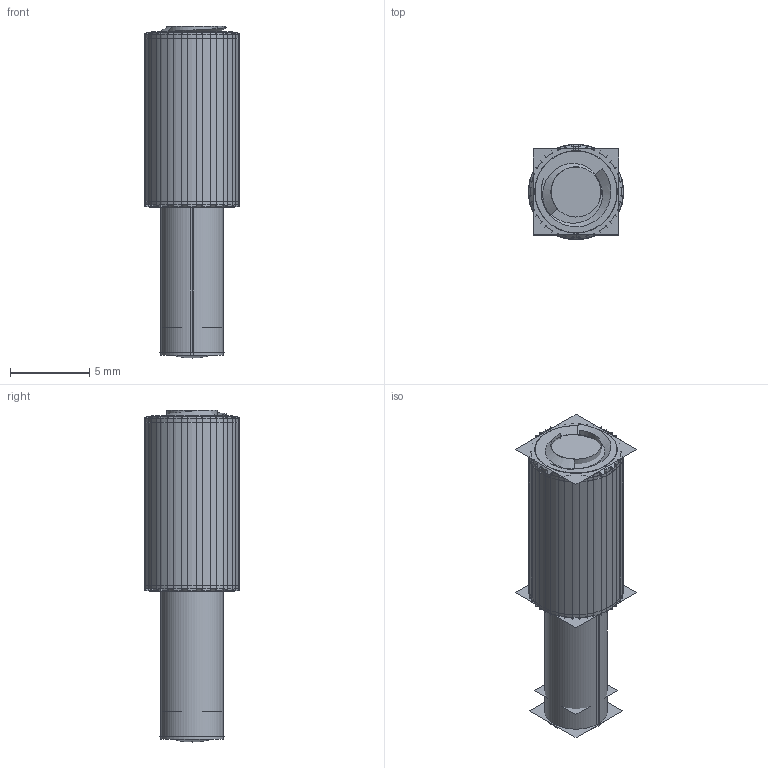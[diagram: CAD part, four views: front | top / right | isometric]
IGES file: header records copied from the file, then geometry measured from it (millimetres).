
Start section:  PTC IGES file: 166393.igs
Global section: file name: 166393.igs; native system: Creo Parametric by Parametric Technology Corporation; preprocessor: 2013230; author: pdmadmin; organization: Unknown; date: 20160105.125331; units: millimetre
Bounding box: 6 x 6 x 20.93 mm (x, y, z)
Volume: 238.3 mm3; surface area: 9359.3 mm2
Topology: 2 solids, 2 shells, 254 faces, 1332 edges, 1666 vertices
Faces by surface type: bspline 148, revolution 106
